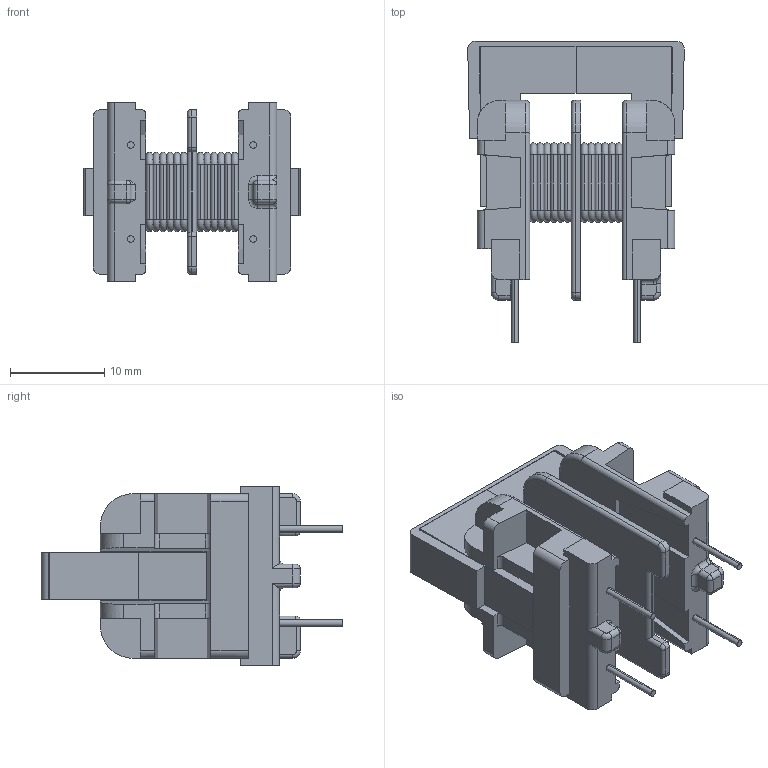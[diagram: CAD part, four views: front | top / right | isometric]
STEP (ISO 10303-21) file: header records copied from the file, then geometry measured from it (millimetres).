
FILE_DESCRIPTION (( 'STEP AP214' ), '1' );
FILE_NAME ('SU16VD(MAX-LOGO).STEP', '2018-11-06T05:54:41', ( '' ), ( '' ), 'SwSTEP 2.0', 'SolidWorks 2018', '' );
FILE_SCHEMA (( 'AUTOMOTIVE_DESIGN' ));
Length unit declared in the file: millimetre
Products named in the file (1): SU16VD(MAX-LOGO)
Bounding box: 23 x 32 x 19 mm (x, y, z)
Volume: 4325 mm3; surface area: 5415.4 mm2
Topology: 4 solids, 4 shells, 521 faces, 1308 edges, 798 vertices
Faces by surface type: plane 232, cylinder 211, torus 72, sphere 4, bspline 2
Entity records: 21262 total; most frequent: CARTESIAN_POINT 2806, DIRECTION 2772, ORIENTED_EDGE 2604, EDGE_CURVE 1302, AXIS2_PLACEMENT_3D 980, VECTOR 812, LINE 812, VERTEX_POINT 798
